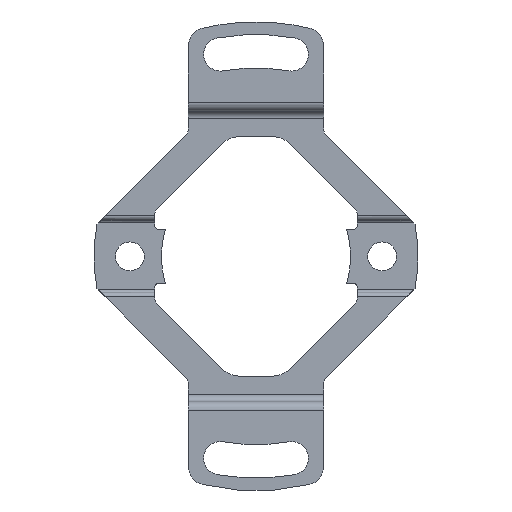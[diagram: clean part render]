
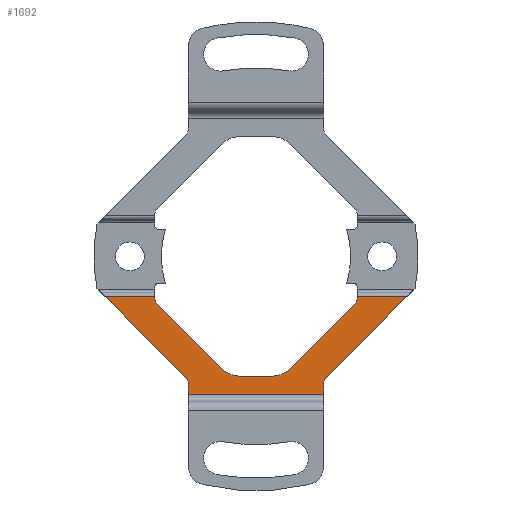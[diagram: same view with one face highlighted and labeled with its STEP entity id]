
A CAD part, front view. The second image highlights one B-rep face of the part: STEP entity #1692.
In plain terms, the highlighted planar face has unit normal (0, -1, 0).
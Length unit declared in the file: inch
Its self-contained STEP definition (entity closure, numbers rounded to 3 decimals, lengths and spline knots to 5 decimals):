
#1 = VECTOR ( 'NONE', #3571, 39.37008 ) ;
#32 = VERTEX_POINT ( 'NONE', #2827 ) ;
#39 = DIRECTION ( 'NONE',  ( 0., 1., 0. ) ) ;
#64 = DIRECTION ( 'NONE',  ( 1., 0., 0. ) ) ;
#68 = DIRECTION ( 'NONE',  ( 1., 0., 0. ) ) ;
#104 = ORIENTED_EDGE ( 'NONE', *, *, #2930, .T. ) ;
#121 = EDGE_CURVE ( 'NONE', #310, #3322, #2976, .T. ) ;
#146 = VERTEX_POINT ( 'NONE', #1992 ) ;
#173 = ORIENTED_EDGE ( 'NONE', *, *, #3704, .T. ) ;
#233 = LINE ( 'NONE', #3213, #412 ) ;
#244 = EDGE_CURVE ( 'NONE', #3089, #2015, #233, .T. ) ;
#248 = DIRECTION ( 'NONE',  ( 0., 0., -1. ) ) ;
#281 = CARTESIAN_POINT ( 'NONE',  ( 0.40354, -0.04724, -0.18107 ) ) ;
#298 = EDGE_CURVE ( 'NONE', #3089, #2659, #725, .T. ) ;
#310 = VERTEX_POINT ( 'NONE', #1109 ) ;
#331 = CARTESIAN_POINT ( 'NONE',  ( 0.79146, -0.04724, -0.17717 ) ) ;
#346 = CARTESIAN_POINT ( 'NONE',  ( 0.44291, -0.04724, -0.15748 ) ) ;
#365 = EDGE_CURVE ( 'NONE', #2594, #3433, #3649, .T. ) ;
#412 = VECTOR ( 'NONE', #2944, 39.37008 ) ;
#435 = CARTESIAN_POINT ( 'NONE',  ( 0.29528, -0.04724, -0.60236 ) ) ;
#444 = VERTEX_POINT ( 'NONE', #2999 ) ;
#481 = DIRECTION ( 'NONE',  ( 0., 0., -1. ) ) ;
#524 = ORIENTED_EDGE ( 'NONE', *, *, #298, .T. ) ;
#585 = CARTESIAN_POINT ( 'NONE',  ( 0.43138, -0.04724, -0.20891 ) ) ;
#649 = VECTOR ( 'NONE', #68, 39.37008 ) ;
#692 = LINE ( 'NONE', #331, #649 ) ;
#693 = AXIS2_PLACEMENT_3D ( 'NONE', #3246, #833, #3573 ) ;
#724 = VECTOR ( 'NONE', #64, 39.37008 ) ;
#725 = LINE ( 'NONE', #2651, #1101 ) ;
#768 = CIRCLE ( 'NONE', #693, 0.11811 ) ;
#797 = ORIENTED_EDGE ( 'NONE', *, *, #1633, .F. ) ;
#821 = CARTESIAN_POINT ( 'NONE',  ( 0.33465, -0.04724, -0.5562 ) ) ;
#822 = LINE ( 'NONE', #3639, #724 ) ;
#833 = DIRECTION ( 'NONE',  ( 0., 1., 0. ) ) ;
#837 = AXIS2_PLACEMENT_3D ( 'NONE', #2083, #39, #2104 ) ;
#838 = CARTESIAN_POINT ( 'NONE',  ( 0.15127, -0.04724, -0.48903 ) ) ;
#841 = VECTOR ( 'NONE', #2064, 39.37008 ) ;
#869 = VECTOR ( 'NONE', #2167, 39.37008 ) ;
#933 = EDGE_CURVE ( 'NONE', #2818, #3322, #768, .T. ) ;
#937 = VECTOR ( 'NONE', #1120, 39.37008 ) ;
#966 = CARTESIAN_POINT ( 'NONE',  ( -0.7874, -0.04724, -0.15748 ) ) ;
#970 = DIRECTION ( 'NONE',  ( 0., 1., 0. ) ) ;
#971 = CIRCLE ( 'NONE', #3173, 0.03937 ) ;
#1096 = LINE ( 'NONE', #346, #869 ) ;
#1101 = VECTOR ( 'NONE', #1131, 39.37008 ) ;
#1109 = CARTESIAN_POINT ( 'NONE',  ( -0.43138, -0.04724, -0.20891 ) ) ;
#1120 = DIRECTION ( 'NONE',  ( 0.707, 0., 0.707 ) ) ;
#1131 = DIRECTION ( 'NONE',  ( 0.707, 0., -0.707 ) ) ;
#1197 = CARTESIAN_POINT ( 'NONE',  ( -0.44291, -0.04724, -0.17717 ) ) ;
#1276 = CARTESIAN_POINT ( 'NONE',  ( -0.33465, -0.04724, -0.5562 ) ) ;
#1281 = EDGE_CURVE ( 'NONE', #1972, #2015, #1955, .T. ) ;
#1291 = VERTEX_POINT ( 'NONE', #435 ) ;
#1323 = LINE ( 'NONE', #3861, #1 ) ;
#1429 = CARTESIAN_POINT ( 'NONE',  ( -0.658, -0.04724, -0.17717 ) ) ;
#1442 = EDGE_CURVE ( 'NONE', #3433, #3050, #2480, .T. ) ;
#1504 = DIRECTION ( 'NONE',  ( 0., 1., 0. ) ) ;
#1533 = EDGE_CURVE ( 'NONE', #3435, #3719, #3339, .T. ) ;
#1544 = FACE_OUTER_BOUND ( 'NONE', #2832, .T. ) ;
#1555 = DIRECTION ( 'NONE',  ( 0., 0., 1. ) ) ;
#1580 = CIRCLE ( 'NONE', #2291, 0.03937 ) ;
#1633 = EDGE_CURVE ( 'NONE', #2818, #3812, #2520, .T. ) ;
#1658 = ORIENTED_EDGE ( 'NONE', *, *, #2059, .F. ) ;
#1692 = ADVANCED_FACE ( 'NONE', ( #1544 ), #3087, .T. ) ;
#1781 = CARTESIAN_POINT ( 'NONE',  ( -0.11667, -0.04724, -0.52362 ) ) ;
#1838 = CARTESIAN_POINT ( 'NONE',  ( -0.30681, -0.04724, -0.52836 ) ) ;
#1846 = VECTOR ( 'NONE', #481, 39.37008 ) ;
#1955 = LINE ( 'NONE', #3113, #2243 ) ;
#1972 = VERTEX_POINT ( 'NONE', #3295 ) ;
#1986 = ORIENTED_EDGE ( 'NONE', *, *, #3801, .T. ) ;
#1992 = CARTESIAN_POINT ( 'NONE',  ( -0.29528, -0.04724, -0.5562 ) ) ;
#2015 = VERTEX_POINT ( 'NONE', #1197 ) ;
#2059 = EDGE_CURVE ( 'NONE', #444, #3050, #692, .T. ) ;
#2064 = DIRECTION ( 'NONE',  ( 1., 0., 0. ) ) ;
#2083 = CARTESIAN_POINT ( 'NONE',  ( 0.06775, -0.04724, -0.40551 ) ) ;
#2104 = DIRECTION ( 'NONE',  ( 0., 0., 1. ) ) ;
#2114 = ORIENTED_EDGE ( 'NONE', *, *, #2633, .T. ) ;
#2130 = LINE ( 'NONE', #3486, #1846 ) ;
#2167 = DIRECTION ( 'NONE',  ( 0., 0., -1. ) ) ;
#2171 = VECTOR ( 'NONE', #2667, 39.37008 ) ;
#2208 = ORIENTED_EDGE ( 'NONE', *, *, #1281, .T. ) ;
#2219 = ORIENTED_EDGE ( 'NONE', *, *, #3221, .T. ) ;
#2243 = VECTOR ( 'NONE', #2795, 39.37008 ) ;
#2265 = CIRCLE ( 'NONE', #837, 0.11811 ) ;
#2270 = ORIENTED_EDGE ( 'NONE', *, *, #933, .T. ) ;
#2291 = AXIS2_PLACEMENT_3D ( 'NONE', #3348, #1504, #1555 ) ;
#2480 = LINE ( 'NONE', #2564, #937 ) ;
#2481 = ORIENTED_EDGE ( 'NONE', *, *, #3668, .F. ) ;
#2487 = DIRECTION ( 'NONE',  ( 0., 0., -1. ) ) ;
#2520 = LINE ( 'NONE', #1781, #841 ) ;
#2564 = CARTESIAN_POINT ( 'NONE',  ( 0.29528, -0.04724, -0.53989 ) ) ;
#2594 = VERTEX_POINT ( 'NONE', #2927 ) ;
#2633 = EDGE_CURVE ( 'NONE', #310, #1972, #1580, .T. ) ;
#2651 = CARTESIAN_POINT ( 'NONE',  ( -0.69458, -0.04724, -0.14059 ) ) ;
#2659 = VERTEX_POINT ( 'NONE', #1838 ) ;
#2667 = DIRECTION ( 'NONE',  ( 0.707, 0., 0.707 ) ) ;
#2671 = ORIENTED_EDGE ( 'NONE', *, *, #1533, .T. ) ;
#2715 = ORIENTED_EDGE ( 'NONE', *, *, #3355, .T. ) ;
#2751 = CARTESIAN_POINT ( 'NONE',  ( -0.06775, -0.04724, -0.52362 ) ) ;
#2795 = DIRECTION ( 'NONE',  ( 0., 0., 1. ) ) ;
#2797 = EDGE_CURVE ( 'NONE', #2659, #146, #971, .T. ) ;
#2810 = CARTESIAN_POINT ( 'NONE',  ( -0.44291, -0.04724, -0.19738 ) ) ;
#2818 = VERTEX_POINT ( 'NONE', #2751 ) ;
#2827 = CARTESIAN_POINT ( 'NONE',  ( -0.29528, -0.04724, -0.60236 ) ) ;
#2832 = EDGE_LOOP ( 'NONE', ( #3310, #104, #2219, #173, #2861, #3010, #1658, #2715, #2671, #2481, #1986, #797, #2270, #3674, #2114, #2208, #3767, #524 ) ) ;
#2861 = ORIENTED_EDGE ( 'NONE', *, *, #365, .T. ) ;
#2927 = CARTESIAN_POINT ( 'NONE',  ( 0.29528, -0.04724, -0.5562 ) ) ;
#2928 = DIRECTION ( 'NONE',  ( 0., 1., 0. ) ) ;
#2930 = EDGE_CURVE ( 'NONE', #146, #32, #2130, .T. ) ;
#2944 = DIRECTION ( 'NONE',  ( 1., 0., 0. ) ) ;
#2969 = CARTESIAN_POINT ( 'NONE',  ( 0.11667, -0.04724, -0.52362 ) ) ;
#2976 = LINE ( 'NONE', #2810, #3414 ) ;
#2999 = CARTESIAN_POINT ( 'NONE',  ( 0.44291, -0.04724, -0.17717 ) ) ;
#3010 = ORIENTED_EDGE ( 'NONE', *, *, #1442, .T. ) ;
#3015 = AXIS2_PLACEMENT_3D ( 'NONE', #966, #3393, #3659 ) ;
#3044 = AXIS2_PLACEMENT_3D ( 'NONE', #821, #3252, #248 ) ;
#3050 = VERTEX_POINT ( 'NONE', #3231 ) ;
#3087 = PLANE ( 'NONE',  #3015 ) ;
#3089 = VERTEX_POINT ( 'NONE', #1429 ) ;
#3106 = CARTESIAN_POINT ( 'NONE',  ( 0.30681, -0.04724, -0.52836 ) ) ;
#3113 = CARTESIAN_POINT ( 'NONE',  ( -0.44291, -0.04724, -0.15748 ) ) ;
#3173 = AXIS2_PLACEMENT_3D ( 'NONE', #1276, #970, #2487 ) ;
#3206 = LINE ( 'NONE', #2969, #2171 ) ;
#3213 = CARTESIAN_POINT ( 'NONE',  ( 0.79146, -0.04724, -0.17717 ) ) ;
#3221 = EDGE_CURVE ( 'NONE', #32, #1291, #822, .T. ) ;
#3231 = CARTESIAN_POINT ( 'NONE',  ( 0.658, -0.04724, -0.17717 ) ) ;
#3246 = CARTESIAN_POINT ( 'NONE',  ( -0.06775, -0.04724, -0.40551 ) ) ;
#3252 = DIRECTION ( 'NONE',  ( 0., 1., 0. ) ) ;
#3295 = CARTESIAN_POINT ( 'NONE',  ( -0.44291, -0.04724, -0.18107 ) ) ;
#3310 = ORIENTED_EDGE ( 'NONE', *, *, #2797, .T. ) ;
#3316 = CARTESIAN_POINT ( 'NONE',  ( 0.06775, -0.04724, -0.52362 ) ) ;
#3322 = VERTEX_POINT ( 'NONE', #3663 ) ;
#3339 = CIRCLE ( 'NONE', #3360, 0.03937 ) ;
#3348 = CARTESIAN_POINT ( 'NONE',  ( -0.40354, -0.04724, -0.18107 ) ) ;
#3355 = EDGE_CURVE ( 'NONE', #444, #3435, #1096, .T. ) ;
#3360 = AXIS2_PLACEMENT_3D ( 'NONE', #281, #2928, #3567 ) ;
#3393 = DIRECTION ( 'NONE',  ( 0., -1., 0. ) ) ;
#3414 = VECTOR ( 'NONE', #3793, 39.37008 ) ;
#3418 = CARTESIAN_POINT ( 'NONE',  ( 0.44291, -0.04724, -0.18107 ) ) ;
#3433 = VERTEX_POINT ( 'NONE', #3106 ) ;
#3435 = VERTEX_POINT ( 'NONE', #3418 ) ;
#3486 = CARTESIAN_POINT ( 'NONE',  ( -0.29528, -0.04724, -0.53989 ) ) ;
#3567 = DIRECTION ( 'NONE',  ( 0., 0., 1. ) ) ;
#3571 = DIRECTION ( 'NONE',  ( 0., 0., 1. ) ) ;
#3573 = DIRECTION ( 'NONE',  ( 0., 0., 1. ) ) ;
#3593 = VERTEX_POINT ( 'NONE', #838 ) ;
#3639 = CARTESIAN_POINT ( 'NONE',  ( -0.7874, -0.04724, -0.60236 ) ) ;
#3649 = CIRCLE ( 'NONE', #3044, 0.03937 ) ;
#3659 = DIRECTION ( 'NONE',  ( 0., 0., -1. ) ) ;
#3663 = CARTESIAN_POINT ( 'NONE',  ( -0.15127, -0.04724, -0.48903 ) ) ;
#3668 = EDGE_CURVE ( 'NONE', #3593, #3719, #3206, .T. ) ;
#3674 = ORIENTED_EDGE ( 'NONE', *, *, #121, .F. ) ;
#3704 = EDGE_CURVE ( 'NONE', #1291, #2594, #1323, .T. ) ;
#3719 = VERTEX_POINT ( 'NONE', #585 ) ;
#3767 = ORIENTED_EDGE ( 'NONE', *, *, #244, .F. ) ;
#3793 = DIRECTION ( 'NONE',  ( 0.707, 0., -0.707 ) ) ;
#3801 = EDGE_CURVE ( 'NONE', #3593, #3812, #2265, .T. ) ;
#3812 = VERTEX_POINT ( 'NONE', #3316 ) ;
#3861 = CARTESIAN_POINT ( 'NONE',  ( 0.29528, -0.04724, -0.98011 ) ) ;
